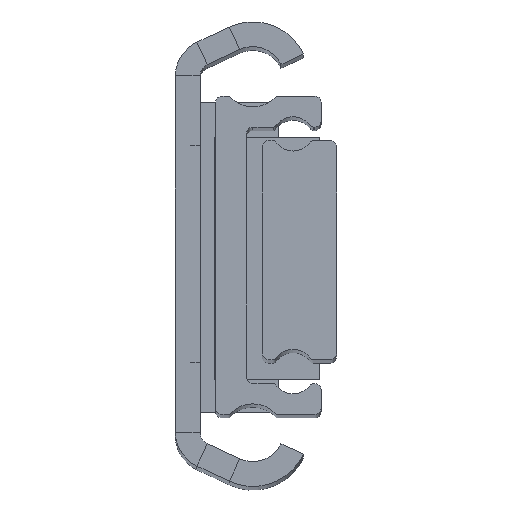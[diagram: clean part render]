
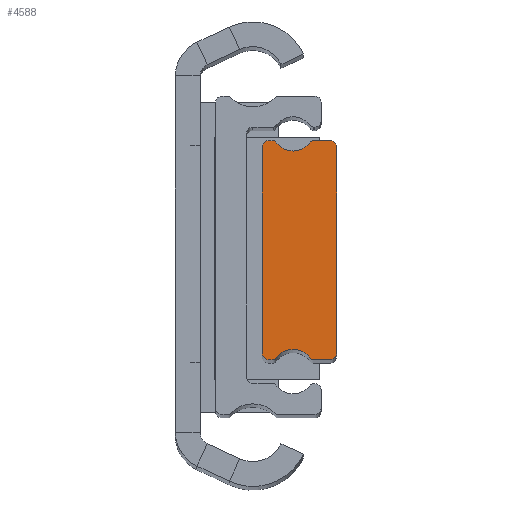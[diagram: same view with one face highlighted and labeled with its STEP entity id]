
A CAD part, top view. The second image highlights one B-rep face of the part: STEP entity #4588.
In plain terms, the highlighted planar face has unit normal (0, 0, 1).
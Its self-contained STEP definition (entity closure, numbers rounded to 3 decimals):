
#22 = EDGE_CURVE ( 'NONE', #1595, #4313, #919, .T. ) ;
#30 = EDGE_CURVE ( 'NONE', #3312, #482, #4687, .T. ) ;
#59 = AXIS2_PLACEMENT_3D ( 'NONE', #1757, #3141, #3230 ) ;
#127 = DIRECTION ( 'NONE',  ( 1., 0., 0. ) ) ;
#136 = AXIS2_PLACEMENT_3D ( 'NONE', #1765, #3909, #2463 ) ;
#154 = VECTOR ( 'NONE', #4523, 1000. ) ;
#172 = DIRECTION ( 'NONE',  ( 0., 0., 1. ) ) ;
#192 = DIRECTION ( 'NONE',  ( 1., 0., 0. ) ) ;
#216 = VERTEX_POINT ( 'NONE', #3723 ) ;
#245 = VERTEX_POINT ( 'NONE', #739 ) ;
#251 = EDGE_CURVE ( 'NONE', #4313, #4058, #1500, .T. ) ;
#312 = ORIENTED_EDGE ( 'NONE', *, *, #2809, .T. ) ;
#342 = CARTESIAN_POINT ( 'NONE',  ( -4.208, -17.473, 0. ) ) ;
#375 = FACE_OUTER_BOUND ( 'NONE', #1233, .T. ) ;
#381 = CARTESIAN_POINT ( 'NONE',  ( -10.203, 17.188, 0. ) ) ;
#400 = VERTEX_POINT ( 'NONE', #3450 ) ;
#411 = DIRECTION ( 'NONE',  ( 0., 0., 1. ) ) ;
#423 = DIRECTION ( 'NONE',  ( 1., 0., 0. ) ) ;
#482 = VERTEX_POINT ( 'NONE', #2411 ) ;
#500 = VERTEX_POINT ( 'NONE', #3125 ) ;
#517 = AXIS2_PLACEMENT_3D ( 'NONE', #1597, #3764, #127 ) ;
#568 = EDGE_CURVE ( 'NONE', #500, #708, #1407, .T. ) ;
#574 = EDGE_CURVE ( 'NONE', #245, #216, #1021, .T. ) ;
#582 = CARTESIAN_POINT ( 'NONE',  ( -3.797, 17.188, 0. ) ) ;
#689 = ORIENTED_EDGE ( 'NONE', *, *, #3710, .T. ) ;
#708 = VERTEX_POINT ( 'NONE', #810 ) ;
#739 = CARTESIAN_POINT ( 'NONE',  ( -10.203, 17.688, 0. ) ) ;
#761 = DIRECTION ( 'NONE',  ( 0., 0., 1. ) ) ;
#772 = CARTESIAN_POINT ( 'NONE',  ( 0., 16.688, 0. ) ) ;
#810 = CARTESIAN_POINT ( 'NONE',  ( 0., -16.688, 0. ) ) ;
#909 = ORIENTED_EDGE ( 'NONE', *, *, #922, .T. ) ;
#919 = LINE ( 'NONE', #3615, #1726 ) ;
#922 = EDGE_CURVE ( 'NONE', #3327, #2432, #4611, .T. ) ;
#968 = DIRECTION ( 'NONE',  ( 0., 1., 0. ) ) ;
#1021 = LINE ( 'NONE', #4310, #3698 ) ;
#1043 = AXIS2_PLACEMENT_3D ( 'NONE', #4600, #2134, #4299 ) ;
#1065 = EDGE_CURVE ( 'NONE', #3532, #1221, #1492, .T. ) ;
#1189 = CARTESIAN_POINT ( 'NONE',  ( -10.203, -17.188, 0. ) ) ;
#1221 = VERTEX_POINT ( 'NONE', #4012 ) ;
#1233 = EDGE_LOOP ( 'NONE', ( #3103, #312, #4099, #3011, #3044, #2405, #1966, #4332, #3960, #2092, #909, #2308, #1499, #3223, #689, #2983 ) ) ;
#1236 = DIRECTION ( 'NONE',  ( 0., 0., 1. ) ) ;
#1354 = CIRCLE ( 'NONE', #2884, 0.5 ) ;
#1358 = CARTESIAN_POINT ( 'NONE',  ( -3.797, -17.188, 0. ) ) ;
#1407 = CIRCLE ( 'NONE', #136, 1. ) ;
#1435 = CIRCLE ( 'NONE', #2674, 3.4 ) ;
#1441 = DIRECTION ( 'NONE',  ( -1., 0., 0. ) ) ;
#1492 = CIRCLE ( 'NONE', #59, 3.4 ) ;
#1499 = ORIENTED_EDGE ( 'NONE', *, *, #2433, .T. ) ;
#1500 = CIRCLE ( 'NONE', #3537, 0.5 ) ;
#1521 = EDGE_CURVE ( 'NONE', #216, #400, #4691, .T. ) ;
#1555 = CARTESIAN_POINT ( 'NONE',  ( -7., -19.412, 0. ) ) ;
#1595 = VERTEX_POINT ( 'NONE', #2158 ) ;
#1597 = CARTESIAN_POINT ( 'NONE',  ( -1., 16.688, 0. ) ) ;
#1621 = DIRECTION ( 'NONE',  ( 1., 0., 0. ) ) ;
#1718 = AXIS2_PLACEMENT_3D ( 'NONE', #1358, #3914, #2173 ) ;
#1726 = VECTOR ( 'NONE', #4271, 1000. ) ;
#1757 = CARTESIAN_POINT ( 'NONE',  ( -7., 19.412, 0. ) ) ;
#1765 = CARTESIAN_POINT ( 'NONE',  ( -1., -16.688, 0. ) ) ;
#1955 = CARTESIAN_POINT ( 'NONE',  ( -12., -16.687, 0. ) ) ;
#1966 = ORIENTED_EDGE ( 'NONE', *, *, #30, .T. ) ;
#2067 = VECTOR ( 'NONE', #4115, 1000. ) ;
#2092 = ORIENTED_EDGE ( 'NONE', *, *, #3799, .T. ) ;
#2134 = DIRECTION ( 'NONE',  ( 0., 0., 1. ) ) ;
#2158 = CARTESIAN_POINT ( 'NONE',  ( -11., -17.687, 0. ) ) ;
#2166 = DIRECTION ( 'NONE',  ( -1., 0., 0. ) ) ;
#2173 = DIRECTION ( 'NONE',  ( 1., 0., 0. ) ) ;
#2224 = AXIS2_PLACEMENT_3D ( 'NONE', #3708, #3351, #423 ) ;
#2237 = PLANE ( 'NONE',  #2224 ) ;
#2302 = CIRCLE ( 'NONE', #2520, 0.5 ) ;
#2308 = ORIENTED_EDGE ( 'NONE', *, *, #2639, .T. ) ;
#2316 = LINE ( 'NONE', #3784, #2067 ) ;
#2336 = CARTESIAN_POINT ( 'NONE',  ( -11., -16.687, 0. ) ) ;
#2373 = VECTOR ( 'NONE', #968, 1000. ) ;
#2384 = EDGE_CURVE ( 'NONE', #482, #500, #4546, .T. ) ;
#2391 = CARTESIAN_POINT ( 'NONE',  ( -1., 17.688, 0. ) ) ;
#2405 = ORIENTED_EDGE ( 'NONE', *, *, #3453, .T. ) ;
#2410 = DIRECTION ( 'NONE',  ( 1., 0., 0. ) ) ;
#2411 = CARTESIAN_POINT ( 'NONE',  ( -3.797, -17.688, 0. ) ) ;
#2432 = VERTEX_POINT ( 'NONE', #2391 ) ;
#2433 = EDGE_CURVE ( 'NONE', #4294, #3532, #1354, .T. ) ;
#2463 = DIRECTION ( 'NONE',  ( 1., 0., 0. ) ) ;
#2482 = CARTESIAN_POINT ( 'NONE',  ( -1., 17.688, 0. ) ) ;
#2520 = AXIS2_PLACEMENT_3D ( 'NONE', #381, #761, #192 ) ;
#2634 = DIRECTION ( 'NONE',  ( 1., 0., 0. ) ) ;
#2639 = EDGE_CURVE ( 'NONE', #2432, #4294, #2842, .T. ) ;
#2674 = AXIS2_PLACEMENT_3D ( 'NONE', #1555, #2792, #2410 ) ;
#2745 = VECTOR ( 'NONE', #1441, 1000. ) ;
#2786 = EDGE_CURVE ( 'NONE', #4381, #1595, #3639, .T. ) ;
#2792 = DIRECTION ( 'NONE',  ( 0., 0., -1. ) ) ;
#2809 = EDGE_CURVE ( 'NONE', #400, #4381, #2316, .T. ) ;
#2817 = AXIS2_PLACEMENT_3D ( 'NONE', #2336, #172, #1621 ) ;
#2835 = LINE ( 'NONE', #3876, #2373 ) ;
#2842 = LINE ( 'NONE', #2482, #2745 ) ;
#2884 = AXIS2_PLACEMENT_3D ( 'NONE', #582, #1236, #3792 ) ;
#2983 = ORIENTED_EDGE ( 'NONE', *, *, #574, .T. ) ;
#3011 = ORIENTED_EDGE ( 'NONE', *, *, #22, .T. ) ;
#3044 = ORIENTED_EDGE ( 'NONE', *, *, #251, .T. ) ;
#3103 = ORIENTED_EDGE ( 'NONE', *, *, #1521, .T. ) ;
#3125 = CARTESIAN_POINT ( 'NONE',  ( -1., -17.688, 0. ) ) ;
#3141 = DIRECTION ( 'NONE',  ( 0., 0., -1. ) ) ;
#3223 = ORIENTED_EDGE ( 'NONE', *, *, #1065, .T. ) ;
#3230 = DIRECTION ( 'NONE',  ( 1., 0., 0. ) ) ;
#3312 = VERTEX_POINT ( 'NONE', #342 ) ;
#3327 = VERTEX_POINT ( 'NONE', #772 ) ;
#3351 = DIRECTION ( 'NONE',  ( 0., 0., 1. ) ) ;
#3406 = CARTESIAN_POINT ( 'NONE',  ( -9.792, -17.473, 0. ) ) ;
#3450 = CARTESIAN_POINT ( 'NONE',  ( -12., 16.688, 0. ) ) ;
#3453 = EDGE_CURVE ( 'NONE', #4058, #3312, #1435, .T. ) ;
#3496 = CARTESIAN_POINT ( 'NONE',  ( -4.208, 17.473, 0. ) ) ;
#3532 = VERTEX_POINT ( 'NONE', #3496 ) ;
#3537 = AXIS2_PLACEMENT_3D ( 'NONE', #1189, #411, #2634 ) ;
#3615 = CARTESIAN_POINT ( 'NONE',  ( -11., -17.687, 0. ) ) ;
#3639 = CIRCLE ( 'NONE', #2817, 1. ) ;
#3667 = CARTESIAN_POINT ( 'NONE',  ( -10.203, -17.688, 0. ) ) ;
#3698 = VECTOR ( 'NONE', #2166, 1000. ) ;
#3708 = CARTESIAN_POINT ( 'NONE',  ( -11., 16.687, 0. ) ) ;
#3710 = EDGE_CURVE ( 'NONE', #1221, #245, #2302, .T. ) ;
#3723 = CARTESIAN_POINT ( 'NONE',  ( -11., 17.688, 0. ) ) ;
#3764 = DIRECTION ( 'NONE',  ( 0., 0., 1. ) ) ;
#3784 = CARTESIAN_POINT ( 'NONE',  ( -12., 16.688, 0. ) ) ;
#3792 = DIRECTION ( 'NONE',  ( 1., 0., 0. ) ) ;
#3799 = EDGE_CURVE ( 'NONE', #708, #3327, #2835, .T. ) ;
#3820 = CARTESIAN_POINT ( 'NONE',  ( -3.797, -17.688, 0. ) ) ;
#3876 = CARTESIAN_POINT ( 'NONE',  ( 0., -16.688, 0. ) ) ;
#3909 = DIRECTION ( 'NONE',  ( 0., 0., 1. ) ) ;
#3914 = DIRECTION ( 'NONE',  ( 0., 0., 1. ) ) ;
#3960 = ORIENTED_EDGE ( 'NONE', *, *, #568, .T. ) ;
#3998 = CARTESIAN_POINT ( 'NONE',  ( -3.797, 17.688, 0. ) ) ;
#4012 = CARTESIAN_POINT ( 'NONE',  ( -9.792, 17.473, 0. ) ) ;
#4058 = VERTEX_POINT ( 'NONE', #3406 ) ;
#4099 = ORIENTED_EDGE ( 'NONE', *, *, #2786, .T. ) ;
#4115 = DIRECTION ( 'NONE',  ( 0., -1., 0. ) ) ;
#4271 = DIRECTION ( 'NONE',  ( 1., 0., 0. ) ) ;
#4294 = VERTEX_POINT ( 'NONE', #3998 ) ;
#4299 = DIRECTION ( 'NONE',  ( 1., 0., 0. ) ) ;
#4310 = CARTESIAN_POINT ( 'NONE',  ( -10.203, 17.688, 0. ) ) ;
#4313 = VERTEX_POINT ( 'NONE', #3667 ) ;
#4332 = ORIENTED_EDGE ( 'NONE', *, *, #2384, .T. ) ;
#4381 = VERTEX_POINT ( 'NONE', #1955 ) ;
#4523 = DIRECTION ( 'NONE',  ( 1., 0., 0. ) ) ;
#4546 = LINE ( 'NONE', #3820, #154 ) ;
#4588 = ADVANCED_FACE ( 'NONE', ( #375 ), #2237, .T. ) ;
#4600 = CARTESIAN_POINT ( 'NONE',  ( -11., 16.687, 0. ) ) ;
#4611 = CIRCLE ( 'NONE', #517, 1. ) ;
#4687 = CIRCLE ( 'NONE', #1718, 0.5 ) ;
#4691 = CIRCLE ( 'NONE', #1043, 1. ) ;
